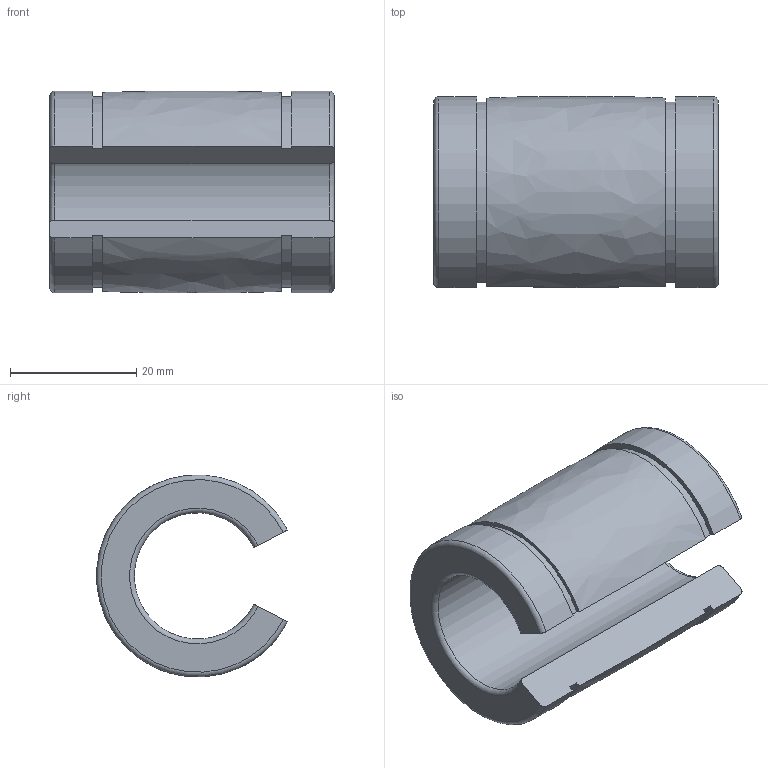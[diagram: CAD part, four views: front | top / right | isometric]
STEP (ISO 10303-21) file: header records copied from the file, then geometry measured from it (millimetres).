
FILE_DESCRIPTION( ( 'STEP AP214' ), '1' );
FILE_NAME( 'LMES-20-OP_2_14a.stp', ' ', ( ' ' ), ( ' ' ), 'PSStep 15.0.47', 'PARTsolutions', ' ' );
FILE_SCHEMA( ( 'AUTOMOTIVE_DESIGN { 1 0 10303 214 1 1 1 1 }' ) );
Length unit declared in the file: millimetre
Products named in the file (1): HI_LMES-20-OP
Bounding box: 45 x 30.25 x 31.98 mm (x, y, z)
Volume: 18309.2 mm3; surface area: 7754.7 mm2
Topology: 1 solids, 1 shells, 20 faces, 52 edges, 35 vertices
Faces by surface type: plane 9, cylinder 6, torus 4, bspline 1
Full cylindrical faces by diameter (mm): 3 x1
Entity records: 895 total; most frequent: CARTESIAN_POINT 243, ORIENTED_EDGE 100, DIRECTION 96, EDGE_CURVE 50, AXIS2_PLACEMENT_3D 37, VERTEX_POINT 34, EDGE_LOOP 22, LINE 22
